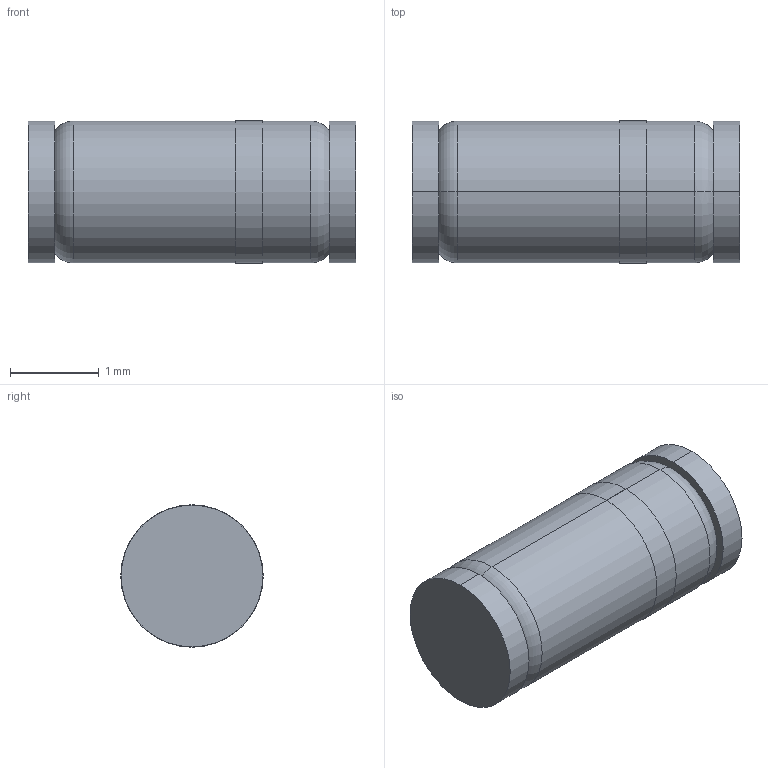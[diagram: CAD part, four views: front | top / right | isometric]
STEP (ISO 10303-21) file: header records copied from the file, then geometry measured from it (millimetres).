
FILE_DESCRIPTION (( 'STEP AP214' ), '1' );
FILE_NAME ('SOD-80C.STEP', '2013-09-19T18:23:45', ( '' ), ( '' ), 'SwSTEP 2.0', 'SolidWorks 2012', '' );
FILE_SCHEMA (( 'AUTOMOTIVE_DESIGN' ));
Length unit declared in the file: millimetre
Products named in the file (1): SOD-80C
Bounding box: 3.7 x 1.61 x 1.61 mm (x, y, z)
Volume: 8 mm3; surface area: 29.5 mm2
Topology: 2 solids, 2 shells, 22 faces, 40 edges, 24 vertices
Faces by surface type: cylinder 8, plane 6, cone 4, torus 4
Entity records: 723 total; most frequent: DIRECTION 114, CARTESIAN_POINT 87, ORIENTED_EDGE 80, AXIS2_PLACEMENT_3D 51, EDGE_CURVE 40, CIRCLE 28, VERTEX_POINT 24, EDGE_LOOP 24
